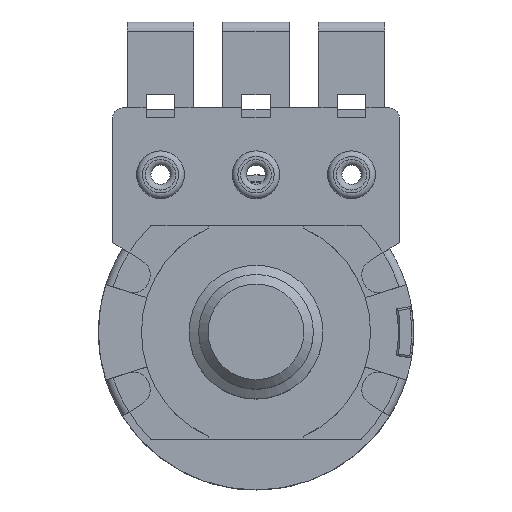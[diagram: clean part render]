
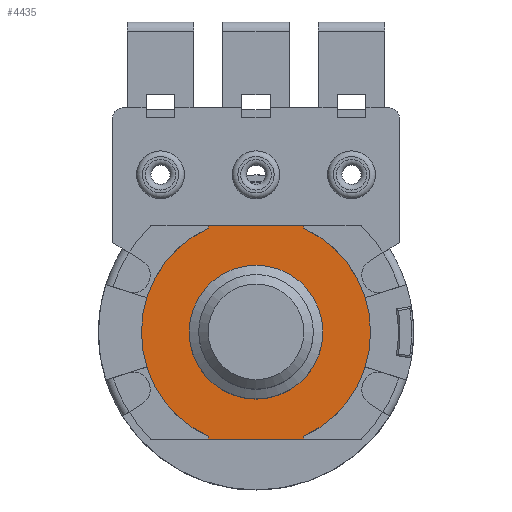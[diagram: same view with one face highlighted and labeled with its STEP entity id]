
A CAD part, top view. The second image highlights one B-rep face of the part: STEP entity #4435.
In plain terms, the highlighted planar face has unit normal (0, 0, 1).
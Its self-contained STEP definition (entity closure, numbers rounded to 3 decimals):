
#4051 = VERTEX_POINT('',#4052);
#4052 = CARTESIAN_POINT('',(2.5,-5.45,9.1));
#4058 = EDGE_CURVE('',#4051,#4059,#4061,.T.);
#4059 = VERTEX_POINT('',#4060);
#4060 = CARTESIAN_POINT('',(2.5,5.45,9.1));
#4061 = CIRCLE('',#4062,5.996);
#4062 = AXIS2_PLACEMENT_3D('',#4063,#4064,#4065);
#4063 = CARTESIAN_POINT('',(0.,0.,9.1));
#4064 = DIRECTION('',(0.,0.,1.));
#4065 = DIRECTION('',(1.,0.,0.));
#4416 = EDGE_CURVE('',#4059,#4417,#4419,.T.);
#4417 = VERTEX_POINT('',#4418);
#4418 = CARTESIAN_POINT('',(2.5,5.6,9.1));
#4419 = LINE('',#4420,#4421);
#4420 = CARTESIAN_POINT('',(2.5,5.45,9.1));
#4421 = VECTOR('',#4422,1.);
#4422 = DIRECTION('',(0.,1.,0.));
#4435 = ADVANCED_FACE('',(#4436,#4487),#4498,.T.);
#4436 = FACE_BOUND('',#4437,.T.);
#4437 = EDGE_LOOP('',(#4438,#4449,#4457,#4465,#4471,#4472,#4473,#4481));
#4438 = ORIENTED_EDGE('',*,*,#4439,.T.);
#4439 = EDGE_CURVE('',#4440,#4442,#4444,.T.);
#4440 = VERTEX_POINT('',#4441);
#4441 = CARTESIAN_POINT('',(-2.5,5.45,9.1));
#4442 = VERTEX_POINT('',#4443);
#4443 = CARTESIAN_POINT('',(-2.5,-5.45,9.1));
#4444 = CIRCLE('',#4445,5.996);
#4445 = AXIS2_PLACEMENT_3D('',#4446,#4447,#4448);
#4446 = CARTESIAN_POINT('',(0.,0.,9.1));
#4447 = DIRECTION('',(0.,0.,1.));
#4448 = DIRECTION('',(1.,0.,0.));
#4449 = ORIENTED_EDGE('',*,*,#4450,.T.);
#4450 = EDGE_CURVE('',#4442,#4451,#4453,.T.);
#4451 = VERTEX_POINT('',#4452);
#4452 = CARTESIAN_POINT('',(-2.5,-5.6,9.1));
#4453 = LINE('',#4454,#4455);
#4454 = CARTESIAN_POINT('',(-2.5,-5.45,9.1));
#4455 = VECTOR('',#4456,1.);
#4456 = DIRECTION('',(0.,-1.,0.));
#4457 = ORIENTED_EDGE('',*,*,#4458,.T.);
#4458 = EDGE_CURVE('',#4451,#4459,#4461,.T.);
#4459 = VERTEX_POINT('',#4460);
#4460 = CARTESIAN_POINT('',(2.5,-5.6,9.1));
#4461 = LINE('',#4462,#4463);
#4462 = CARTESIAN_POINT('',(-2.5,-5.6,9.1));
#4463 = VECTOR('',#4464,1.);
#4464 = DIRECTION('',(1.,0.,0.));
#4465 = ORIENTED_EDGE('',*,*,#4466,.T.);
#4466 = EDGE_CURVE('',#4459,#4051,#4467,.T.);
#4467 = LINE('',#4468,#4469);
#4468 = CARTESIAN_POINT('',(2.5,-5.6,9.1));
#4469 = VECTOR('',#4470,1.);
#4470 = DIRECTION('',(0.,1.,0.));
#4471 = ORIENTED_EDGE('',*,*,#4058,.T.);
#4472 = ORIENTED_EDGE('',*,*,#4416,.T.);
#4473 = ORIENTED_EDGE('',*,*,#4474,.T.);
#4474 = EDGE_CURVE('',#4417,#4475,#4477,.T.);
#4475 = VERTEX_POINT('',#4476);
#4476 = CARTESIAN_POINT('',(-2.5,5.6,9.1));
#4477 = LINE('',#4478,#4479);
#4478 = CARTESIAN_POINT('',(2.5,5.6,9.1));
#4479 = VECTOR('',#4480,1.);
#4480 = DIRECTION('',(-1.,0.,0.));
#4481 = ORIENTED_EDGE('',*,*,#4482,.F.);
#4482 = EDGE_CURVE('',#4440,#4475,#4483,.T.);
#4483 = LINE('',#4484,#4485);
#4484 = CARTESIAN_POINT('',(-2.5,5.45,9.1));
#4485 = VECTOR('',#4486,1.);
#4486 = DIRECTION('',(0.,1.,0.));
#4487 = FACE_BOUND('',#4488,.T.);
#4488 = EDGE_LOOP('',(#4489));
#4489 = ORIENTED_EDGE('',*,*,#4490,.T.);
#4490 = EDGE_CURVE('',#4491,#4491,#4493,.T.);
#4491 = VERTEX_POINT('',#4492);
#4492 = CARTESIAN_POINT('',(3.,0.,9.1));
#4493 = CIRCLE('',#4494,3.);
#4494 = AXIS2_PLACEMENT_3D('',#4495,#4496,#4497);
#4495 = CARTESIAN_POINT('',(0.,0.,9.1));
#4496 = DIRECTION('',(0.,0.,-1.));
#4497 = DIRECTION('',(1.,0.,0.));
#4498 = PLANE('',#4499);
#4499 = AXIS2_PLACEMENT_3D('',#4500,#4501,#4502);
#4500 = CARTESIAN_POINT('',(0.,0.,9.1)
  );
#4501 = DIRECTION('',(0.,0.,1.));
#4502 = DIRECTION('',(1.,0.,0.));
